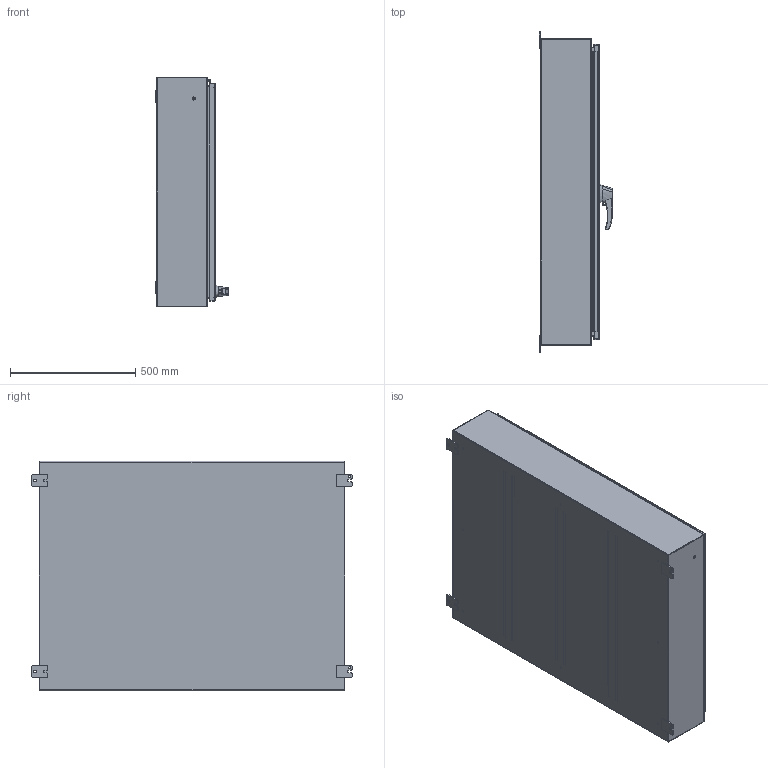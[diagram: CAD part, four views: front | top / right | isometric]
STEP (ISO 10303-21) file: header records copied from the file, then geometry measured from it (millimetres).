
FILE_DESCRIPTION (( 'STEP AP214' ), '1' );
FILE_NAME ('HW48368GYHK.STEP', '2019-08-19T19:40:00', ( '' ), ( '' ), 'SwSTEP 2.0', 'SolidWorks 2018', '' );
FILE_SCHEMA (( 'AUTOMOTIVE_DESIGN' ));
Length unit declared in the file: inch
Products named in the file (1): HW48368GYHK
Bounding box: 292.99 x 1276.35 x 914.4 mm (x, y, z)
Volume: 7906050.5 mm3; surface area: 7642383.8 mm2
Topology: 48 solids, 49 shells, 1768 faces, 4516 edges, 2890 vertices
Faces by surface type: plane 837, cylinder 734, bspline 125, cone 72
Entity records: 114809 total; most frequent: CARTESIAN_POINT 49023, ORIENTED_EDGE 9016, DIRECTION 8591, EDGE_CURVE 4508, AXIS2_PLACEMENT_3D 2987, VERTEX_POINT 2890, VECTOR 2617, LINE 2617
